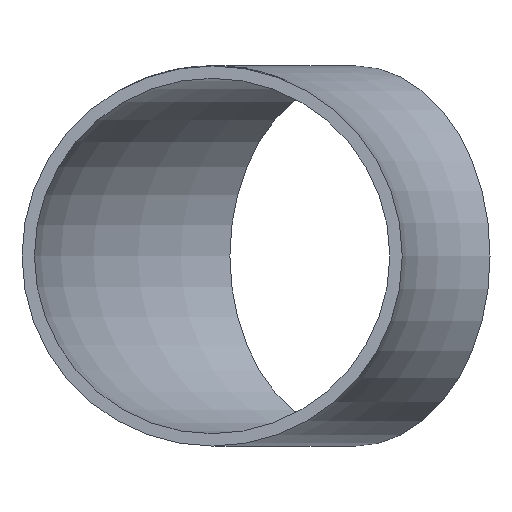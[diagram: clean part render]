
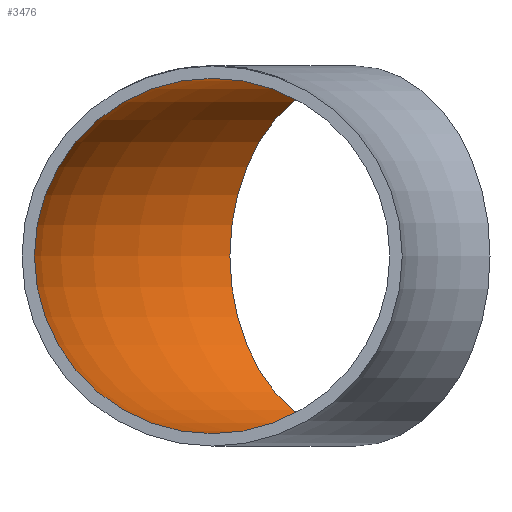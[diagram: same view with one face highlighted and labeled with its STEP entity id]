
A CAD part, front view. The second image highlights one B-rep face of the part: STEP entity #3476.
In plain terms, the highlighted toroidal (fillet/blend) face has major radius 114.5 mm and minor radius 41.55 mm.
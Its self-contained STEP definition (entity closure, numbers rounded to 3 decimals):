
#455 = CARTESIAN_POINT ( 'NONE',  ( 0., 0., 0. ) ) ;
#1455 = EDGE_CURVE ( 'NONE', #24231, #24231, #7023, .T. ) ;
#3476 = ADVANCED_FACE ( 'NONE', ( #15900, #5835 ), #23736, .F. ) ;
#4060 = CARTESIAN_POINT ( 'NONE',  ( -110.344, 110.344, 0. ) ) ;
#4186 = EDGE_CURVE ( 'NONE', #7933, #7933, #24413, .T. ) ;
#5835 = FACE_OUTER_BOUND ( 'NONE', #17040, .T. ) ;
#6890 = DIRECTION ( 'NONE',  ( 0., 1., 0. ) ) ;
#7023 = CIRCLE ( 'NONE', #17725, 41.55 ) ;
#7438 = ORIENTED_EDGE ( 'NONE', *, *, #4186, .F. ) ;
#7815 = ORIENTED_EDGE ( 'NONE', *, *, #1455, .T. ) ;
#7933 = VERTEX_POINT ( 'NONE', #20530 ) ;
#11003 = CARTESIAN_POINT ( 'NONE',  ( -114.5, 0., 0. ) ) ;
#11836 = AXIS2_PLACEMENT_3D ( 'NONE', #455, #21822, #21566 ) ;
#13053 = DIRECTION ( 'NONE',  ( 0., 0., 1. ) ) ;
#15783 = AXIS2_PLACEMENT_3D ( 'NONE', #11003, #6890, #13053 ) ;
#15900 = FACE_OUTER_BOUND ( 'NONE', #16064, .T. ) ;
#16064 = EDGE_LOOP ( 'NONE', ( #7815 ) ) ;
#17040 = EDGE_LOOP ( 'NONE', ( #7438 ) ) ;
#17725 = AXIS2_PLACEMENT_3D ( 'NONE', #20413, #22470, #18850 ) ;
#18850 = DIRECTION ( 'NONE',  ( -0.707, 0.707, 0. ) ) ;
#20413 = CARTESIAN_POINT ( 'NONE',  ( -80.964, 80.964, 0. ) ) ;
#20530 = CARTESIAN_POINT ( 'NONE',  ( -114.5, 0., 41.55 ) ) ;
#21566 = DIRECTION ( 'NONE',  ( -1., 0., 0. ) ) ;
#21822 = DIRECTION ( 'NONE',  ( 0., 0., -1. ) ) ;
#22470 = DIRECTION ( 'NONE',  ( 0.707, 0.707, 0. ) ) ;
#23736 = TOROIDAL_SURFACE ( 'NONE', #11836, 114.5, 41.55 ) ;
#24231 = VERTEX_POINT ( 'NONE', #4060 ) ;
#24413 = CIRCLE ( 'NONE', #15783, 41.55 ) ;
